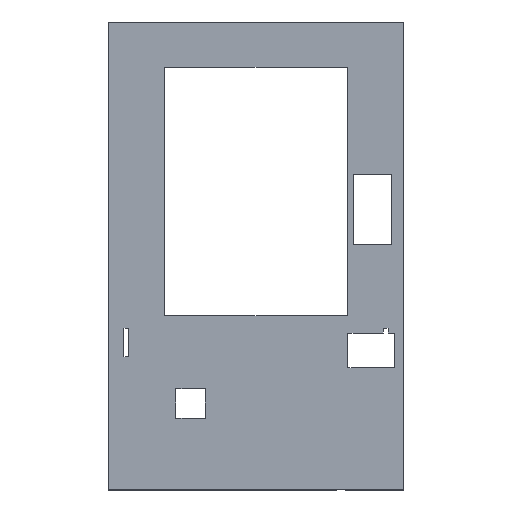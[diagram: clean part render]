
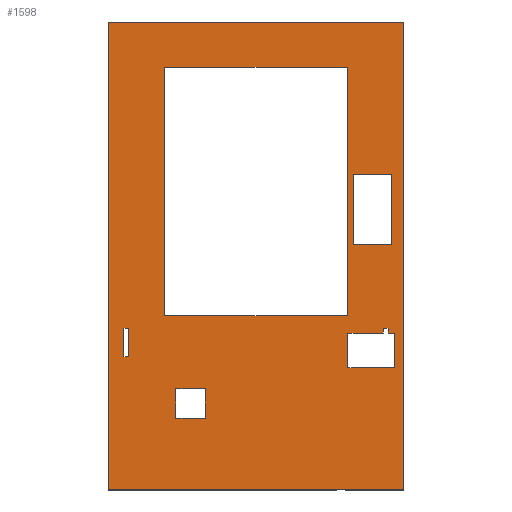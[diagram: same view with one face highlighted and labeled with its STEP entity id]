
A CAD part, top view. The second image highlights one B-rep face of the part: STEP entity #1598.
In plain terms, the highlighted planar face has unit normal (0, 0, 1).
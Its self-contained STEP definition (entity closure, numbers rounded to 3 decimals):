
#587 = EDGE_CURVE('',#588,#590,#592,.T.);
#588 = VERTEX_POINT('',#589);
#589 = CARTESIAN_POINT('',(-19.,-31.5,7.2));
#590 = VERTEX_POINT('',#591);
#591 = CARTESIAN_POINT('',(-19.,-38.5,7.2));
#592 = LINE('',#593,#594);
#593 = CARTESIAN_POINT('',(-19.,-31.5,7.2));
#594 = VECTOR('',#595,1.);
#595 = DIRECTION('',(0.,-1.,0.));
#618 = EDGE_CURVE('',#619,#588,#621,.T.);
#619 = VERTEX_POINT('',#620);
#620 = CARTESIAN_POINT('',(-12.,-31.5,7.2));
#621 = LINE('',#622,#623);
#622 = CARTESIAN_POINT('',(-12.,-31.5,7.2));
#623 = VECTOR('',#624,1.);
#624 = DIRECTION('',(-1.,0.,0.));
#642 = EDGE_CURVE('',#590,#643,#645,.T.);
#643 = VERTEX_POINT('',#644);
#644 = CARTESIAN_POINT('',(-12.,-38.5,7.2));
#645 = LINE('',#646,#647);
#646 = CARTESIAN_POINT('',(-19.,-38.5,7.2));
#647 = VECTOR('',#648,1.);
#648 = DIRECTION('',(1.,0.,0.));
#666 = EDGE_CURVE('',#643,#619,#667,.T.);
#667 = LINE('',#668,#669);
#668 = CARTESIAN_POINT('',(-12.,-38.5,7.2));
#669 = VECTOR('',#670,1.);
#670 = DIRECTION('',(0.,1.,0.));
#683 = EDGE_CURVE('',#684,#686,#688,.T.);
#684 = VERTEX_POINT('',#685);
#685 = CARTESIAN_POINT('',(-31.325,-17.15,7.2));
#686 = VERTEX_POINT('',#687);
#687 = CARTESIAN_POINT('',(-31.325,-23.85,7.2));
#688 = LINE('',#689,#690);
#689 = CARTESIAN_POINT('',(-31.325,-17.15,7.2));
#690 = VECTOR('',#691,1.);
#691 = DIRECTION('',(0.,-1.,0.));
#714 = EDGE_CURVE('',#715,#684,#717,.T.);
#715 = VERTEX_POINT('',#716);
#716 = CARTESIAN_POINT('',(-30.225,-17.15,7.2));
#717 = LINE('',#718,#719);
#718 = CARTESIAN_POINT('',(-30.225,-17.15,7.2));
#719 = VECTOR('',#720,1.);
#720 = DIRECTION('',(-1.,0.,0.));
#738 = EDGE_CURVE('',#686,#739,#741,.T.);
#739 = VERTEX_POINT('',#740);
#740 = CARTESIAN_POINT('',(-30.225,-23.85,7.2));
#741 = LINE('',#742,#743);
#742 = CARTESIAN_POINT('',(-31.325,-23.85,7.2));
#743 = VECTOR('',#744,1.);
#744 = DIRECTION('',(1.,0.,0.));
#762 = EDGE_CURVE('',#739,#715,#763,.T.);
#763 = LINE('',#764,#765);
#764 = CARTESIAN_POINT('',(-30.225,-23.85,7.2));
#765 = VECTOR('',#766,1.);
#766 = DIRECTION('',(0.,1.,0.));
#779 = EDGE_CURVE('',#780,#782,#784,.T.);
#780 = VERTEX_POINT('',#781);
#781 = CARTESIAN_POINT('',(30.225,-17.15,7.2));
#782 = VERTEX_POINT('',#783);
#783 = CARTESIAN_POINT('',(30.225,-18.3,7.2));
#784 = LINE('',#785,#786);
#785 = CARTESIAN_POINT('',(30.225,-17.15,7.2));
#786 = VECTOR('',#787,1.);
#787 = DIRECTION('',(0.,-1.,0.));
#810 = EDGE_CURVE('',#782,#811,#813,.T.);
#811 = VERTEX_POINT('',#812);
#812 = CARTESIAN_POINT('',(21.81,-18.3,7.2));
#813 = LINE('',#814,#815);
#814 = CARTESIAN_POINT('',(32.93,-18.3,7.2));
#815 = VECTOR('',#816,1.);
#816 = DIRECTION('',(-1.,0.,0.));
#834 = EDGE_CURVE('',#811,#835,#837,.T.);
#835 = VERTEX_POINT('',#836);
#836 = CARTESIAN_POINT('',(21.81,-26.5,7.2));
#837 = LINE('',#838,#839);
#838 = CARTESIAN_POINT('',(21.81,-18.3,7.2));
#839 = VECTOR('',#840,1.);
#840 = DIRECTION('',(0.,-1.,0.));
#858 = EDGE_CURVE('',#835,#859,#861,.T.);
#859 = VERTEX_POINT('',#860);
#860 = CARTESIAN_POINT('',(32.93,-26.5,7.2));
#861 = LINE('',#862,#863);
#862 = CARTESIAN_POINT('',(21.81,-26.5,7.2));
#863 = VECTOR('',#864,1.);
#864 = DIRECTION('',(1.,0.,0.));
#882 = EDGE_CURVE('',#859,#883,#885,.T.);
#883 = VERTEX_POINT('',#884);
#884 = CARTESIAN_POINT('',(32.93,-18.3,7.2));
#885 = LINE('',#886,#887);
#886 = CARTESIAN_POINT('',(32.93,-26.5,7.2));
#887 = VECTOR('',#888,1.);
#888 = DIRECTION('',(0.,1.,0.));
#906 = EDGE_CURVE('',#883,#907,#909,.T.);
#907 = VERTEX_POINT('',#908);
#908 = CARTESIAN_POINT('',(31.325,-18.3,7.2));
#909 = LINE('',#910,#911);
#910 = CARTESIAN_POINT('',(32.93,-18.3,7.2));
#911 = VECTOR('',#912,1.);
#912 = DIRECTION('',(-1.,0.,0.));
#930 = EDGE_CURVE('',#907,#931,#933,.T.);
#931 = VERTEX_POINT('',#932);
#932 = CARTESIAN_POINT('',(31.325,-17.15,7.2));
#933 = LINE('',#934,#935);
#934 = CARTESIAN_POINT('',(31.325,-23.85,7.2));
#935 = VECTOR('',#936,1.);
#936 = DIRECTION('',(0.,1.,0.));
#954 = EDGE_CURVE('',#931,#780,#955,.T.);
#955 = LINE('',#956,#957);
#956 = CARTESIAN_POINT('',(31.325,-17.15,7.2));
#957 = VECTOR('',#958,1.);
#958 = DIRECTION('',(-1.,0.,0.));
#1012 = VERTEX_POINT('',#1013);
#1013 = CARTESIAN_POINT('',(21.65,-14.2,7.2));
#1019 = EDGE_CURVE('',#1012,#1020,#1022,.T.);
#1020 = VERTEX_POINT('',#1021);
#1021 = CARTESIAN_POINT('',(21.65,44.8,7.2));
#1022 = LINE('',#1023,#1024);
#1023 = CARTESIAN_POINT('',(21.65,-14.2,7.2));
#1024 = VECTOR('',#1025,1.);
#1025 = DIRECTION('',(0.,1.,0.));
#1058 = EDGE_CURVE('',#1059,#1061,#1063,.T.);
#1059 = VERTEX_POINT('',#1060);
#1060 = CARTESIAN_POINT('',(-21.65,44.8,7.2));
#1061 = VERTEX_POINT('',#1062);
#1062 = CARTESIAN_POINT('',(-21.65,-14.2,7.2));
#1063 = LINE('',#1064,#1065);
#1064 = CARTESIAN_POINT('',(-21.65,44.8,7.2));
#1065 = VECTOR('',#1066,1.);
#1066 = DIRECTION('',(0.,-1.,0.));
#1131 = EDGE_CURVE('',#1132,#1134,#1136,.T.);
#1132 = VERTEX_POINT('',#1133);
#1133 = CARTESIAN_POINT('',(23.04,19.305,7.2));
#1134 = VERTEX_POINT('',#1135);
#1135 = CARTESIAN_POINT('',(23.04,2.655,7.2));
#1136 = LINE('',#1137,#1138);
#1137 = CARTESIAN_POINT('',(23.04,19.305,7.2));
#1138 = VECTOR('',#1139,1.);
#1139 = DIRECTION('',(0.,-1.,0.));
#1162 = EDGE_CURVE('',#1134,#1163,#1165,.T.);
#1163 = VERTEX_POINT('',#1164);
#1164 = CARTESIAN_POINT('',(32.14,2.655,7.2));
#1165 = LINE('',#1166,#1167);
#1166 = CARTESIAN_POINT('',(23.04,2.655,7.2));
#1167 = VECTOR('',#1168,1.);
#1168 = DIRECTION('',(1.,0.,0.));
#1186 = EDGE_CURVE('',#1163,#1187,#1189,.T.);
#1187 = VERTEX_POINT('',#1188);
#1188 = CARTESIAN_POINT('',(32.14,19.305,7.2));
#1189 = LINE('',#1190,#1191);
#1190 = CARTESIAN_POINT('',(32.14,2.655,7.2));
#1191 = VECTOR('',#1192,1.);
#1192 = DIRECTION('',(0.,1.,0.));
#1210 = EDGE_CURVE('',#1187,#1132,#1211,.T.);
#1211 = LINE('',#1212,#1213);
#1212 = CARTESIAN_POINT('',(32.14,19.305,7.2));
#1213 = VECTOR('',#1214,1.);
#1214 = DIRECTION('',(-1.,0.,0.));
#1598 = ADVANCED_FACE('',(#1599,#1633,#1639,#1645,#1655,#1671),#1677,.T.
  );
#1599 = FACE_BOUND('',#1600,.T.);
#1600 = EDGE_LOOP('',(#1601,#1611,#1619,#1627));
#1601 = ORIENTED_EDGE('',*,*,#1602,.T.);
#1602 = EDGE_CURVE('',#1603,#1605,#1607,.T.);
#1603 = VERTEX_POINT('',#1604);
#1604 = CARTESIAN_POINT('',(35.,-55.5,7.2));
#1605 = VERTEX_POINT('',#1606);
#1606 = CARTESIAN_POINT('',(35.,55.5,7.2));
#1607 = LINE('',#1608,#1609);
#1608 = CARTESIAN_POINT('',(35.,-55.5,7.2));
#1609 = VECTOR('',#1610,1.);
#1610 = DIRECTION('',(0.,1.,0.));
#1611 = ORIENTED_EDGE('',*,*,#1612,.T.);
#1612 = EDGE_CURVE('',#1605,#1613,#1615,.T.);
#1613 = VERTEX_POINT('',#1614);
#1614 = CARTESIAN_POINT('',(-35.,55.5,7.2));
#1615 = LINE('',#1616,#1617);
#1616 = CARTESIAN_POINT('',(35.,55.5,7.2));
#1617 = VECTOR('',#1618,1.);
#1618 = DIRECTION('',(-1.,0.,0.));
#1619 = ORIENTED_EDGE('',*,*,#1620,.T.);
#1620 = EDGE_CURVE('',#1613,#1621,#1623,.T.);
#1621 = VERTEX_POINT('',#1622);
#1622 = CARTESIAN_POINT('',(-35.,-55.5,7.2));
#1623 = LINE('',#1624,#1625);
#1624 = CARTESIAN_POINT('',(-35.,55.5,7.2));
#1625 = VECTOR('',#1626,1.);
#1626 = DIRECTION('',(0.,-1.,0.));
#1627 = ORIENTED_EDGE('',*,*,#1628,.T.);
#1628 = EDGE_CURVE('',#1621,#1603,#1629,.T.);
#1629 = LINE('',#1630,#1631);
#1630 = CARTESIAN_POINT('',(-35.,-55.5,7.2));
#1631 = VECTOR('',#1632,1.);
#1632 = DIRECTION('',(1.,0.,0.));
#1633 = FACE_BOUND('',#1634,.T.);
#1634 = EDGE_LOOP('',(#1635,#1636,#1637,#1638));
#1635 = ORIENTED_EDGE('',*,*,#587,.F.);
#1636 = ORIENTED_EDGE('',*,*,#618,.F.);
#1637 = ORIENTED_EDGE('',*,*,#666,.F.);
#1638 = ORIENTED_EDGE('',*,*,#642,.F.);
#1639 = FACE_BOUND('',#1640,.T.);
#1640 = EDGE_LOOP('',(#1641,#1642,#1643,#1644));
#1641 = ORIENTED_EDGE('',*,*,#683,.F.);
#1642 = ORIENTED_EDGE('',*,*,#714,.F.);
#1643 = ORIENTED_EDGE('',*,*,#762,.F.);
#1644 = ORIENTED_EDGE('',*,*,#738,.F.);
#1645 = FACE_BOUND('',#1646,.T.);
#1646 = EDGE_LOOP('',(#1647,#1648,#1649,#1650,#1651,#1652,#1653,#1654));
#1647 = ORIENTED_EDGE('',*,*,#779,.F.);
#1648 = ORIENTED_EDGE('',*,*,#954,.F.);
#1649 = ORIENTED_EDGE('',*,*,#930,.F.);
#1650 = ORIENTED_EDGE('',*,*,#906,.F.);
#1651 = ORIENTED_EDGE('',*,*,#882,.F.);
#1652 = ORIENTED_EDGE('',*,*,#858,.F.);
#1653 = ORIENTED_EDGE('',*,*,#834,.F.);
#1654 = ORIENTED_EDGE('',*,*,#810,.F.);
#1655 = FACE_BOUND('',#1656,.T.);
#1656 = EDGE_LOOP('',(#1657,#1658,#1664,#1665));
#1657 = ORIENTED_EDGE('',*,*,#1058,.F.);
#1658 = ORIENTED_EDGE('',*,*,#1659,.F.);
#1659 = EDGE_CURVE('',#1020,#1059,#1660,.T.);
#1660 = LINE('',#1661,#1662);
#1661 = CARTESIAN_POINT('',(21.65,44.8,7.2));
#1662 = VECTOR('',#1663,1.);
#1663 = DIRECTION('',(-1.,0.,0.));
#1664 = ORIENTED_EDGE('',*,*,#1019,.F.);
#1665 = ORIENTED_EDGE('',*,*,#1666,.F.);
#1666 = EDGE_CURVE('',#1061,#1012,#1667,.T.);
#1667 = LINE('',#1668,#1669);
#1668 = CARTESIAN_POINT('',(-21.65,-14.2,7.2));
#1669 = VECTOR('',#1670,1.);
#1670 = DIRECTION('',(1.,0.,0.));
#1671 = FACE_BOUND('',#1672,.T.);
#1672 = EDGE_LOOP('',(#1673,#1674,#1675,#1676));
#1673 = ORIENTED_EDGE('',*,*,#1131,.F.);
#1674 = ORIENTED_EDGE('',*,*,#1210,.F.);
#1675 = ORIENTED_EDGE('',*,*,#1186,.F.);
#1676 = ORIENTED_EDGE('',*,*,#1162,.F.);
#1677 = PLANE('',#1678);
#1678 = AXIS2_PLACEMENT_3D('',#1679,#1680,#1681);
#1679 = CARTESIAN_POINT('',(0.,0.,7.2));
#1680 = DIRECTION('',(0.,0.,1.));
#1681 = DIRECTION('',(1.,0.,0.));
